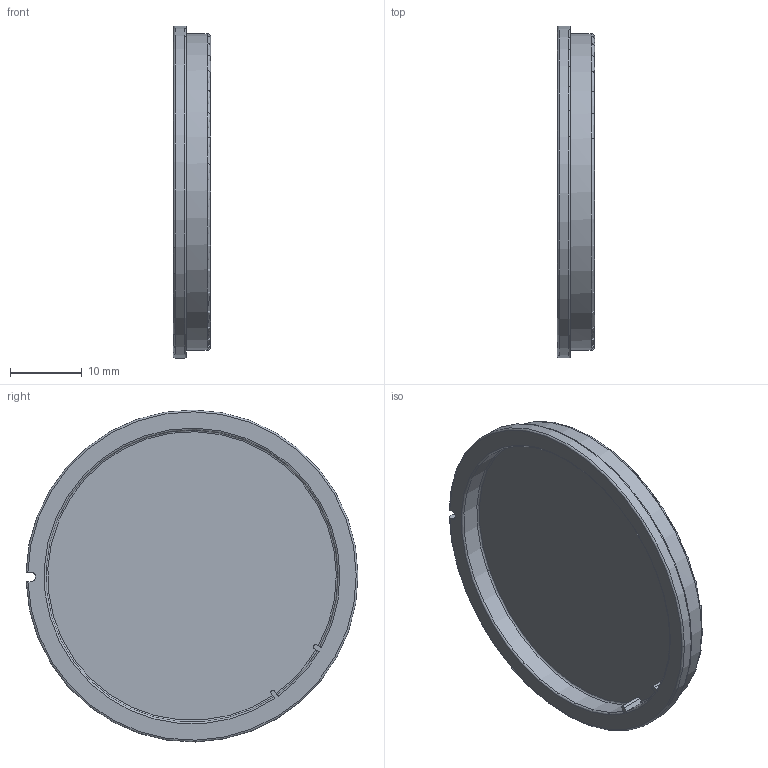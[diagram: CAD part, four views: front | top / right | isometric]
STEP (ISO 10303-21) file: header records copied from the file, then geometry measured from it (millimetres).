
FILE_DESCRIPTION(/* description */ ('Unknown'),/* implementation_level */ '2;1');
FILE_NAME(/* name */ 'TM040040-2024-303',/* time_stamp */ '2023-02-06T15:04:38+02:00',/* author */ ('Unknown'),/* organization */ ('Unknown'),/* preprocessor_version */ 'ST-DEVELOPER v18.102',/* originating_system */ 'Solid Edge',/* authorisation */ 'Unknown');
FILE_SCHEMA (('AUTOMOTIVE_DESIGN {1 0 10303 214 3 1 1}'));
Length unit declared in the file: millimetre
Products named in the file (1): TM040040-2024-303
Bounding box: 5.18 x 46.11 x 46.11 mm (x, y, z)
Volume: 3393.6 mm3; surface area: 4565.9 mm2
Topology: 1 solids, 1 shells, 30 faces, 81 edges, 55 vertices
Faces by surface type: plane 12, cylinder 10, torus 8
Entity records: 1180 total; most frequent: CARTESIAN_POINT 190, DIRECTION 164, ORIENTED_EDGE 154, EDGE_CURVE 77, AXIS2_PLACEMENT_3D 65, VERTEX_POINT 53, CIRCLE 34, LINE 34
